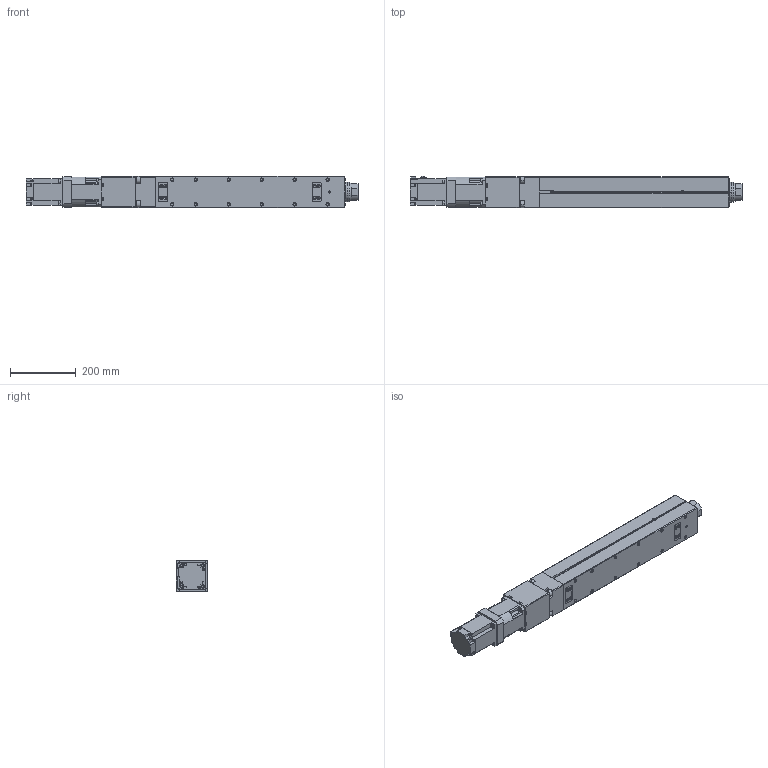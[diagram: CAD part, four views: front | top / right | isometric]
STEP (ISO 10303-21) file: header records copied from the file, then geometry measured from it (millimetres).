
FILE_DESCRIPTION (( 'STEP AP214' ), '1' );
FILE_NAME ('ETHU20BC03-20X05-0400-XXXX(2).STEP', '2025-02-27T16:11:25', ( '' ), ( '' ), 'SwSTEP 2.0', 'SolidWorks 2022', '' );
FILE_SCHEMA (( 'AUTOMOTIVE_DESIGN' ));
Length unit declared in the file: millimetre
Products named in the file (7): ETHU400-200FANGTOOTH; ETHU20BC03-20X05-0400-XXXX(2); ETHU400-400GEARBOX; ETHU400-400-1; ETHU400-400SENSOR; ETHU400-400MOTOR; ETHU400-400ROD
Assembly tree (8 placements, depth 2):
  ETHU20BC03-20X05-0400-XXXX(2)
    ETHU400-400-1
    ETHU400-200FANGTOOTH
    ETHU400-400GEARBOX
    ETHU400-400MOTOR
    ETHU400-400SENSOR  x3
    ETHU400-400ROD
Bounding box: 1006.2 x 96.3 x 95 mm (x, y, z)
Surface area: 563939.1 mm2
Topology: 8 solids, 8 shells, 1109 faces, 2817 edges, 1815 vertices
Faces by surface type: plane 708, cylinder 261, cone 100, torus 40
Entity records: 33321 total; most frequent: CARTESIAN_POINT 6308, DIRECTION 5560, ORIENTED_EDGE 5514, EDGE_CURVE 2757, LINE 2038, VECTOR 2038, VERTEX_POINT 1775, AXIS2_PLACEMENT_3D 1761
